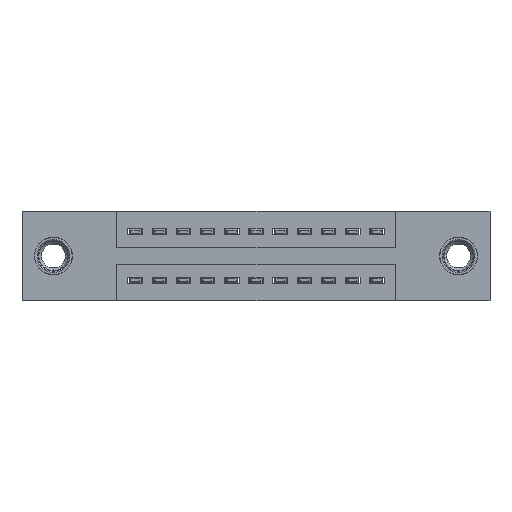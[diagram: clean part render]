
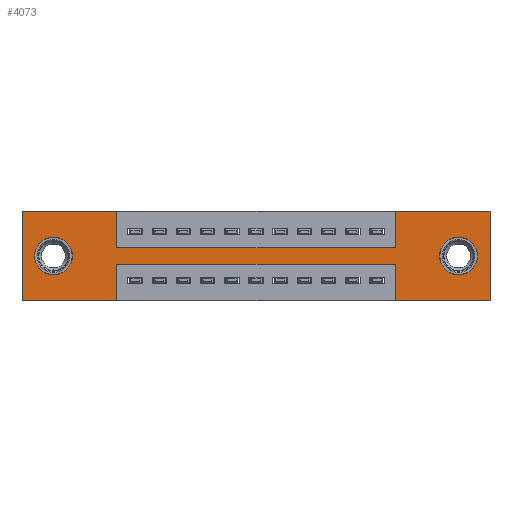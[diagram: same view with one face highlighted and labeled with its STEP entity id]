
A CAD part, front view. The second image highlights one B-rep face of the part: STEP entity #4073.
In plain terms, the highlighted planar face has unit normal (0, -1, 0).
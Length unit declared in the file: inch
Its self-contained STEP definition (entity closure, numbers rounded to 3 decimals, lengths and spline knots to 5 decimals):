
#112 = AXIS2_PLACEMENT_3D ( 'NONE', #3114, #6312, #10556 ) ;
#204 = CARTESIAN_POINT ( 'NONE',  ( 1.5425, 0., 0. ) ) ;
#294 = CARTESIAN_POINT ( 'NONE',  ( 1.805, 0., -0.263 ) ) ;
#386 = CARTESIAN_POINT ( 'NONE',  ( 0., 0., -0.37 ) ) ;
#447 = ORIENTED_EDGE ( 'NONE', *, *, #5340, .T. ) ;
#500 = CARTESIAN_POINT ( 'NONE',  ( 1.5425, 0., -0.37 ) ) ;
#524 = FACE_OUTER_BOUND ( 'NONE', #10712, .T. ) ;
#565 = EDGE_CURVE ( 'NONE', #9154, #3643, #7932, .T. ) ;
#741 = AXIS2_PLACEMENT_3D ( 'NONE', #386, #8892, #9975 ) ;
#960 = VERTEX_POINT ( 'NONE', #13389 ) ;
#966 = ORIENTED_EDGE ( 'NONE', *, *, #5683, .F. ) ;
#984 = ORIENTED_EDGE ( 'NONE', *, *, #1599, .F. ) ;
#1152 = ORIENTED_EDGE ( 'NONE', *, *, #12405, .F. ) ;
#1204 = EDGE_CURVE ( 'NONE', #6775, #12498, #2626, .T. ) ;
#1493 = CIRCLE ( 'NONE', #112, 0.078 ) ;
#1542 = DIRECTION ( 'NONE',  ( 0., 0., 1. ) ) ;
#1598 = VECTOR ( 'NONE', #8814, 39.37008 ) ;
#1599 = EDGE_CURVE ( 'NONE', #960, #6964, #5437, .T. ) ;
#1632 = EDGE_CURVE ( 'NONE', #4513, #960, #9922, .T. ) ;
#1641 = CARTESIAN_POINT ( 'NONE',  ( 1.5425, 0., -0.15 ) ) ;
#1724 = DIRECTION ( 'NONE',  ( 0., 0., 1. ) ) ;
#2404 = VECTOR ( 'NONE', #1724, 39.37008 ) ;
#2466 = DIRECTION ( 'NONE',  ( 0., 1., 0. ) ) ;
#2476 = LINE ( 'NONE', #4877, #6451 ) ;
#2518 = ORIENTED_EDGE ( 'NONE', *, *, #13026, .T. ) ;
#2571 = ORIENTED_EDGE ( 'NONE', *, *, #7575, .F. ) ;
#2582 = CARTESIAN_POINT ( 'NONE',  ( 0., 0., -0.37 ) ) ;
#2626 = LINE ( 'NONE', #11507, #5782 ) ;
#2634 = CARTESIAN_POINT ( 'NONE',  ( 1.5425, 0., 0. ) ) ;
#2857 = CARTESIAN_POINT ( 'NONE',  ( 0.3925, 0., -0.22 ) ) ;
#2966 = EDGE_CURVE ( 'NONE', #5622, #11213, #10384, .T. ) ;
#3113 = VECTOR ( 'NONE', #3987, 39.37008 ) ;
#3114 = CARTESIAN_POINT ( 'NONE',  ( 1.805, 0., -0.185 ) ) ;
#3309 = VECTOR ( 'NONE', #11008, 39.37008 ) ;
#3391 = VERTEX_POINT ( 'NONE', #11846 ) ;
#3425 = DIRECTION ( 'NONE',  ( 0., 0., -1. ) ) ;
#3503 = EDGE_CURVE ( 'NONE', #4619, #9154, #4549, .T. ) ;
#3599 = CIRCLE ( 'NONE', #7864, 0.078 ) ;
#3643 = VERTEX_POINT ( 'NONE', #2582 ) ;
#3723 = CARTESIAN_POINT ( 'NONE',  ( 0.13, 0., -0.263 ) ) ;
#3758 = CIRCLE ( 'NONE', #12538, 0.078 ) ;
#3828 = LINE ( 'NONE', #204, #3309 ) ;
#3940 = ORIENTED_EDGE ( 'NONE', *, *, #12757, .T. ) ;
#3987 = DIRECTION ( 'NONE',  ( -1., 0., 0. ) ) ;
#4073 = ADVANCED_FACE ( 'NONE', ( #5378, #4536, #524 ), #10064, .T. ) ;
#4247 = EDGE_CURVE ( 'NONE', #3643, #6775, #12854, .T. ) ;
#4302 = ORIENTED_EDGE ( 'NONE', *, *, #9369, .F. ) ;
#4393 = VECTOR ( 'NONE', #3425, 39.37008 ) ;
#4441 = ORIENTED_EDGE ( 'NONE', *, *, #3503, .F. ) ;
#4513 = VERTEX_POINT ( 'NONE', #2634 ) ;
#4536 = FACE_BOUND ( 'NONE', #9362, .T. ) ;
#4549 = LINE ( 'NONE', #7727, #4393 ) ;
#4551 = EDGE_CURVE ( 'NONE', #10758, #4619, #7161, .T. ) ;
#4619 = VERTEX_POINT ( 'NONE', #2857 ) ;
#4808 = ORIENTED_EDGE ( 'NONE', *, *, #1632, .F. ) ;
#4877 = CARTESIAN_POINT ( 'NONE',  ( 0.3925, 0., 0. ) ) ;
#5215 = ORIENTED_EDGE ( 'NONE', *, *, #4551, .F. ) ;
#5315 = ORIENTED_EDGE ( 'NONE', *, *, #565, .F. ) ;
#5340 = EDGE_CURVE ( 'NONE', #11213, #5622, #1493, .T. ) ;
#5378 = FACE_BOUND ( 'NONE', #6274, .T. ) ;
#5437 = LINE ( 'NONE', #8899, #1598 ) ;
#5545 = CARTESIAN_POINT ( 'NONE',  ( 0.3925, 0., -0.37 ) ) ;
#5622 = VERTEX_POINT ( 'NONE', #294 ) ;
#5625 = CARTESIAN_POINT ( 'NONE',  ( 1.805, 0., -0.185 ) ) ;
#5683 = EDGE_CURVE ( 'NONE', #10498, #8687, #11489, .T. ) ;
#5694 = VECTOR ( 'NONE', #7048, 39.37008 ) ;
#5729 = CARTESIAN_POINT ( 'NONE',  ( 0., 0., 0. ) ) ;
#5782 = VECTOR ( 'NONE', #6317, 39.37008 ) ;
#5989 = VECTOR ( 'NONE', #12175, 39.37008 ) ;
#5991 = CARTESIAN_POINT ( 'NONE',  ( 1.5425, 0., -0.22 ) ) ;
#6274 = EDGE_LOOP ( 'NONE', ( #447, #11821 ) ) ;
#6312 = DIRECTION ( 'NONE',  ( 0., 1., 0. ) ) ;
#6317 = DIRECTION ( 'NONE',  ( 1., 0., 0. ) ) ;
#6451 = VECTOR ( 'NONE', #6841, 39.37008 ) ;
#6724 = CARTESIAN_POINT ( 'NONE',  ( 1.805, 0., -0.107 ) ) ;
#6775 = VERTEX_POINT ( 'NONE', #7778 ) ;
#6841 = DIRECTION ( 'NONE',  ( 0., 0., -1. ) ) ;
#6909 = VECTOR ( 'NONE', #13134, 39.37008 ) ;
#6964 = VERTEX_POINT ( 'NONE', #11517 ) ;
#7048 = DIRECTION ( 'NONE',  ( -1., 0., 0. ) ) ;
#7161 = LINE ( 'NONE', #12075, #11006 ) ;
#7333 = DIRECTION ( 'NONE',  ( 0., 0., 1. ) ) ;
#7422 = VERTEX_POINT ( 'NONE', #11166 ) ;
#7575 = EDGE_CURVE ( 'NONE', #6964, #7422, #10340, .T. ) ;
#7727 = CARTESIAN_POINT ( 'NONE',  ( 0.3925, 0., -0.37 ) ) ;
#7778 = CARTESIAN_POINT ( 'NONE',  ( 0., 0., 0. ) ) ;
#7822 = DIRECTION ( 'NONE',  ( -1., 0., 0. ) ) ;
#7864 = AXIS2_PLACEMENT_3D ( 'NONE', #12742, #12656, #7333 ) ;
#7897 = CARTESIAN_POINT ( 'NONE',  ( 0.3925, 0., 0. ) ) ;
#7932 = LINE ( 'NONE', #10343, #3113 ) ;
#8011 = CARTESIAN_POINT ( 'NONE',  ( 0., 0., 0. ) ) ;
#8542 = AXIS2_PLACEMENT_3D ( 'NONE', #5625, #2466, #8758 ) ;
#8679 = ORIENTED_EDGE ( 'NONE', *, *, #9254, .F. ) ;
#8687 = VERTEX_POINT ( 'NONE', #1641 ) ;
#8758 = DIRECTION ( 'NONE',  ( 0., 0., -1. ) ) ;
#8814 = DIRECTION ( 'NONE',  ( 0., 0., -1. ) ) ;
#8833 = ORIENTED_EDGE ( 'NONE', *, *, #1204, .F. ) ;
#8892 = DIRECTION ( 'NONE',  ( 0., -1., 0. ) ) ;
#8899 = CARTESIAN_POINT ( 'NONE',  ( 1.935, 0., 0. ) ) ;
#9154 = VERTEX_POINT ( 'NONE', #5545 ) ;
#9254 = EDGE_CURVE ( 'NONE', #8687, #4513, #3828, .T. ) ;
#9362 = EDGE_LOOP ( 'NONE', ( #3940, #2518 ) ) ;
#9369 = EDGE_CURVE ( 'NONE', #12498, #10498, #2476, .T. ) ;
#9922 = LINE ( 'NONE', #5729, #6909 ) ;
#9975 = DIRECTION ( 'NONE',  ( 0., 0., -1. ) ) ;
#10064 = PLANE ( 'NONE',  #741 ) ;
#10187 = CARTESIAN_POINT ( 'NONE',  ( 0.13, 0., -0.185 ) ) ;
#10340 = LINE ( 'NONE', #11404, #5694 ) ;
#10342 = VECTOR ( 'NONE', #11338, 39.37008 ) ;
#10343 = CARTESIAN_POINT ( 'NONE',  ( 0., 0., -0.37 ) ) ;
#10384 = CIRCLE ( 'NONE', #8542, 0.078 ) ;
#10498 = VERTEX_POINT ( 'NONE', #12893 ) ;
#10556 = DIRECTION ( 'NONE',  ( 0., 0., -1. ) ) ;
#10708 = VERTEX_POINT ( 'NONE', #3723 ) ;
#10712 = EDGE_LOOP ( 'NONE', ( #4441, #5215, #1152, #2571, #984, #4808, #8679, #966, #4302, #8833, #11104, #5315 ) ) ;
#10758 = VERTEX_POINT ( 'NONE', #5991 ) ;
#11006 = VECTOR ( 'NONE', #7822, 39.37008 ) ;
#11008 = DIRECTION ( 'NONE',  ( 0., 0., 1. ) ) ;
#11104 = ORIENTED_EDGE ( 'NONE', *, *, #4247, .F. ) ;
#11166 = CARTESIAN_POINT ( 'NONE',  ( 1.5425, 0., -0.37 ) ) ;
#11213 = VERTEX_POINT ( 'NONE', #6724 ) ;
#11247 = CARTESIAN_POINT ( 'NONE',  ( 0.3925, 0., -0.15 ) ) ;
#11338 = DIRECTION ( 'NONE',  ( 0., 0., 1. ) ) ;
#11404 = CARTESIAN_POINT ( 'NONE',  ( 0., 0., -0.37 ) ) ;
#11489 = LINE ( 'NONE', #11247, #5989 ) ;
#11507 = CARTESIAN_POINT ( 'NONE',  ( 0., 0., 0. ) ) ;
#11517 = CARTESIAN_POINT ( 'NONE',  ( 1.935, 0., -0.37 ) ) ;
#11821 = ORIENTED_EDGE ( 'NONE', *, *, #2966, .T. ) ;
#11846 = CARTESIAN_POINT ( 'NONE',  ( 0.13, 0., -0.107 ) ) ;
#12075 = CARTESIAN_POINT ( 'NONE',  ( 0.3925, 0., -0.22 ) ) ;
#12175 = DIRECTION ( 'NONE',  ( 1., 0., 0. ) ) ;
#12405 = EDGE_CURVE ( 'NONE', #7422, #10758, #12561, .T. ) ;
#12498 = VERTEX_POINT ( 'NONE', #7897 ) ;
#12538 = AXIS2_PLACEMENT_3D ( 'NONE', #10187, #13346, #1542 ) ;
#12561 = LINE ( 'NONE', #500, #2404 ) ;
#12656 = DIRECTION ( 'NONE',  ( 0., 1., 0. ) ) ;
#12742 = CARTESIAN_POINT ( 'NONE',  ( 0.13, 0., -0.185 ) ) ;
#12757 = EDGE_CURVE ( 'NONE', #3391, #10708, #3599, .T. ) ;
#12854 = LINE ( 'NONE', #8011, #10342 ) ;
#12893 = CARTESIAN_POINT ( 'NONE',  ( 0.3925, 0., -0.15 ) ) ;
#13026 = EDGE_CURVE ( 'NONE', #10708, #3391, #3758, .T. ) ;
#13134 = DIRECTION ( 'NONE',  ( 1., 0., 0. ) ) ;
#13346 = DIRECTION ( 'NONE',  ( 0., 1., 0. ) ) ;
#13389 = CARTESIAN_POINT ( 'NONE',  ( 1.935, 0., 0. ) ) ;
